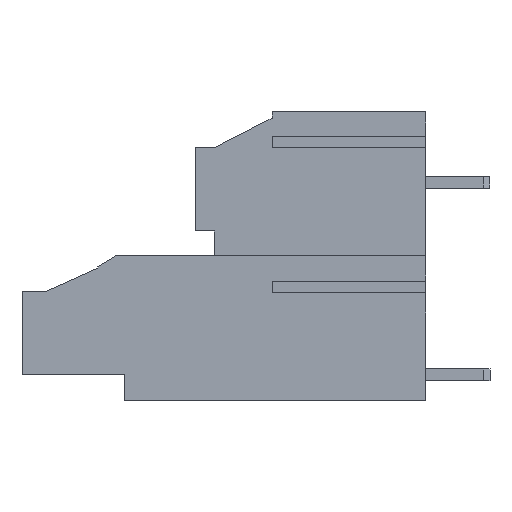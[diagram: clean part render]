
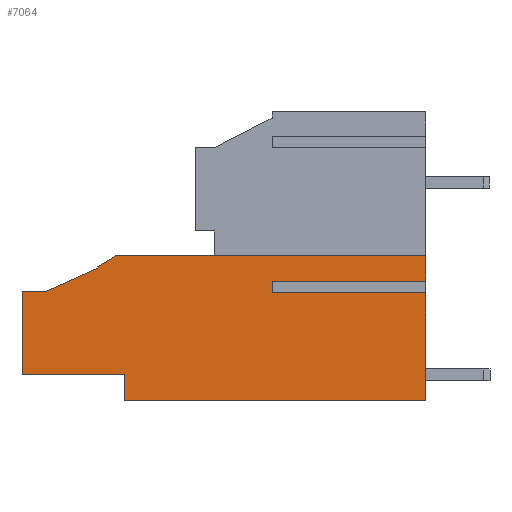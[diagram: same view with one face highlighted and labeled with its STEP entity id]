
A CAD part, left-side view. The second image highlights one B-rep face of the part: STEP entity #7064.
In plain terms, the highlighted planar face has unit normal (-1, 0, 0).
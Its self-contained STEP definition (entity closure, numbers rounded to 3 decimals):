
#218=ORIENTED_EDGE('',*,*,#2272,.F.);
#219=ORIENTED_EDGE('',*,*,#2273,.T.);
#220=ORIENTED_EDGE('',*,*,#2274,.T.);
#221=ORIENTED_EDGE('',*,*,#2275,.F.);
#222=ORIENTED_EDGE('',*,*,#2276,.F.);
#223=ORIENTED_EDGE('',*,*,#2277,.T.);
#224=ORIENTED_EDGE('',*,*,#2278,.F.);
#225=ORIENTED_EDGE('',*,*,#2279,.F.);
#226=ORIENTED_EDGE('',*,*,#2280,.F.);
#227=ORIENTED_EDGE('',*,*,#2281,.F.);
#228=ORIENTED_EDGE('',*,*,#2282,.F.);
#229=ORIENTED_EDGE('',*,*,#2283,.F.);
#230=ORIENTED_EDGE('',*,*,#2284,.F.);
#231=ORIENTED_EDGE('',*,*,#2285,.F.);
#2272=EDGE_CURVE('',#3299,#3300,#3976,.T.);
#2273=EDGE_CURVE('',#3299,#3301,#3977,.T.);
#2274=EDGE_CURVE('',#3301,#3302,#3978,.T.);
#2275=EDGE_CURVE('',#3303,#3302,#3979,.T.);
#2276=EDGE_CURVE('',#3304,#3303,#3980,.T.);
#2277=EDGE_CURVE('',#3304,#3305,#3981,.F.);
#2278=EDGE_CURVE('',#3306,#3305,#3982,.T.);
#2279=EDGE_CURVE('',#3307,#3306,#3983,.T.);
#2280=EDGE_CURVE('',#3308,#3307,#3984,.T.);
#2281=EDGE_CURVE('',#3309,#3308,#3985,.T.);
#2282=EDGE_CURVE('',#3310,#3309,#3986,.T.);
#2283=EDGE_CURVE('',#3311,#3310,#3987,.T.);
#2284=EDGE_CURVE('',#3312,#3311,#3988,.T.);
#2285=EDGE_CURVE('',#3300,#3312,#3989,.T.);
#3299=VERTEX_POINT('',#9906);
#3300=VERTEX_POINT('',#9907);
#3301=VERTEX_POINT('',#9909);
#3302=VERTEX_POINT('',#9911);
#3303=VERTEX_POINT('',#9913);
#3304=VERTEX_POINT('',#9915);
#3305=VERTEX_POINT('',#9917);
#3306=VERTEX_POINT('',#9919);
#3307=VERTEX_POINT('',#9921);
#3308=VERTEX_POINT('',#9923);
#3309=VERTEX_POINT('',#9925);
#3310=VERTEX_POINT('',#9927);
#3311=VERTEX_POINT('',#9929);
#3312=VERTEX_POINT('',#9931);
#3976=LINE('',#9905,#4913);
#3977=LINE('',#9908,#4914);
#3978=LINE('',#9910,#4915);
#3979=LINE('',#9912,#4916);
#3980=LINE('',#9914,#4917);
#3981=LINE('',#9916,#4918);
#3982=LINE('',#9918,#4919);
#3983=LINE('',#9920,#4920);
#3984=LINE('',#9922,#4921);
#3985=LINE('',#9924,#4922);
#3986=LINE('',#9926,#4923);
#3987=LINE('',#9928,#4924);
#3988=LINE('',#9930,#4925);
#3989=LINE('',#9932,#4926);
#4913=VECTOR('',#8002,1000.);
#4914=VECTOR('',#8003,1000.);
#4915=VECTOR('',#8004,1000.);
#4916=VECTOR('',#8005,1000.);
#4917=VECTOR('',#8006,1000.);
#4918=VECTOR('',#8007,1000.);
#4919=VECTOR('',#8008,1000.);
#4920=VECTOR('',#8009,1000.);
#4921=VECTOR('',#8010,1000.);
#4922=VECTOR('',#8011,1000.);
#4923=VECTOR('',#8012,1000.);
#4924=VECTOR('',#8013,1000.);
#4925=VECTOR('',#8014,1000.);
#4926=VECTOR('',#8015,1000.);
#5850=EDGE_LOOP('',(#218,#219,#220,#221,#222,#223,#224,#225,#226,#227,#228,
#229,#230,#231));
#6288=FACE_BOUND('',#5850,.T.);
#6726=PLANE('',#7515);
#7064=ADVANCED_FACE('',(#6288),#6726,.F.);
#7515=AXIS2_PLACEMENT_3D('',#9904,#8000,#8001);
#8000=DIRECTION('',(1.,0.,0.));
#8001=DIRECTION('',(0.,0.,-1.));
#8002=DIRECTION('',(0.,-1.,0.));
#8003=DIRECTION('',(0.,0.,1.));
#8004=DIRECTION('',(0.,-1.,0.));
#8005=DIRECTION('',(0.,0.,-1.));
#8006=DIRECTION('',(0.,-1.,0.));
#8007=DIRECTION('',(0.,-0.857,0.514));
#8008=DIRECTION('',(0.,0.,1.));
#8009=DIRECTION('',(0.,-0.912,0.41));
#8010=DIRECTION('',(0.,-1.,0.));
#8011=DIRECTION('',(0.,0.,1.));
#8012=DIRECTION('',(0.,1.,0.));
#8013=DIRECTION('',(0.,0.,1.));
#8014=DIRECTION('',(0.,1.,0.));
#8015=DIRECTION('',(0.,0.,-1.));
#9904=CARTESIAN_POINT('',(-5.,0.,0.));
#9905=CARTESIAN_POINT('',(-5.,0.25,2.875));
#9906=CARTESIAN_POINT('',(-5.,0.25,2.875));
#9907=CARTESIAN_POINT('',(-5.,-11.75,2.875));
#9908=CARTESIAN_POINT('',(-5.,0.25,2.875));
#9909=CARTESIAN_POINT('',(-5.,0.25,3.475));
#9910=CARTESIAN_POINT('',(-5.,0.25,3.475));
#9911=CARTESIAN_POINT('',(-5.,-11.75,3.475));
#9912=CARTESIAN_POINT('',(-5.,-11.75,-5.65));
#9913=CARTESIAN_POINT('',(-5.,-11.75,5.65));
#9914=CARTESIAN_POINT('',(-5.,13.85,5.65));
#9915=CARTESIAN_POINT('',(-5.,12.35,5.65));
#9916=CARTESIAN_POINT('',(-5.,12.35,5.65));
#9917=CARTESIAN_POINT('',(-5.,13.85,4.75));
#9918=CARTESIAN_POINT('',(-5.,13.85,4.65));
#9919=CARTESIAN_POINT('',(-5.,13.85,4.65));
#9920=CARTESIAN_POINT('',(-5.,17.85,2.85));
#9921=CARTESIAN_POINT('',(-5.,17.85,2.85));
#9922=CARTESIAN_POINT('',(-5.,19.75,2.85));
#9923=CARTESIAN_POINT('',(-5.,19.75,2.85));
#9924=CARTESIAN_POINT('',(-5.,19.75,-3.65));
#9925=CARTESIAN_POINT('',(-5.,19.75,-3.65));
#9926=CARTESIAN_POINT('',(-5.,11.75,-3.65));
#9927=CARTESIAN_POINT('',(-5.,11.75,-3.65));
#9928=CARTESIAN_POINT('',(-5.,11.75,-5.65));
#9929=CARTESIAN_POINT('',(-5.,11.75,-5.65));
#9930=CARTESIAN_POINT('',(-5.,-11.75,-5.65));
#9931=CARTESIAN_POINT('',(-5.,-11.75,-5.65));
#9932=CARTESIAN_POINT('',(-5.,-11.75,-5.65));
